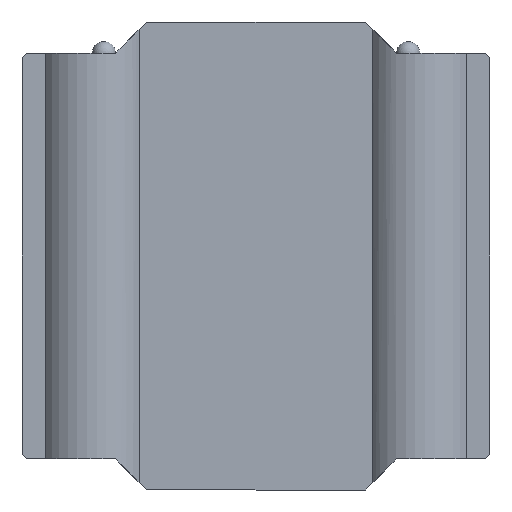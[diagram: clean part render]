
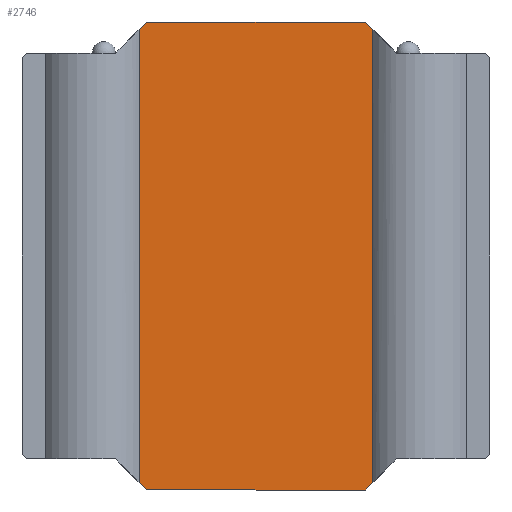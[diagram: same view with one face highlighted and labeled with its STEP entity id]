
A CAD part, front view. The second image highlights one B-rep face of the part: STEP entity #2746.
In plain terms, the highlighted planar face has unit normal (0, -1, 0).
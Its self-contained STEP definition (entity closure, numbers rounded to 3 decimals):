
#7 = CARTESIAN_POINT ( 'NONE',  ( 2., 0.42, 3.867 ) ) ;
#9 = ORIENTED_EDGE ( 'NONE', *, *, #2495, .F. ) ;
#197 = VERTEX_POINT ( 'NONE', #3048 ) ;
#233 = PLANE ( 'NONE',  #2056 ) ;
#258 = CARTESIAN_POINT ( 'NONE',  ( 1.867, 0.42, -4. ) ) ;
#261 = VECTOR ( 'NONE', #2229, 1000. ) ;
#368 = EDGE_CURVE ( 'NONE', #197, #2113, #2326, .T. ) ;
#395 = ORIENTED_EDGE ( 'NONE', *, *, #2156, .F. ) ;
#459 = CARTESIAN_POINT ( 'NONE',  ( -2., 0.42, -3.867 ) ) ;
#497 = LINE ( 'NONE', #755, #1854 ) ;
#516 = VECTOR ( 'NONE', #1196, 1000. ) ;
#599 = EDGE_CURVE ( 'NONE', #3670, #2265, #2907, .T. ) ;
#722 = CARTESIAN_POINT ( 'NONE',  ( 1.867, 0.42, 4. ) ) ;
#755 = CARTESIAN_POINT ( 'NONE',  ( -2., 0.42, 0. ) ) ;
#773 = ORIENTED_EDGE ( 'NONE', *, *, #368, .T. ) ;
#778 = CARTESIAN_POINT ( 'NONE',  ( 1.867, 0.42, 4. ) ) ;
#872 = LINE ( 'NONE', #1740, #2538 ) ;
#879 = ORIENTED_EDGE ( 'NONE', *, *, #2698, .F. ) ;
#1093 = DIRECTION ( 'NONE',  ( -1., 0., 0. ) ) ;
#1166 = VECTOR ( 'NONE', #1093, 1000. ) ;
#1196 = DIRECTION ( 'NONE',  ( 0., 0., 1. ) ) ;
#1223 = VERTEX_POINT ( 'NONE', #2749 ) ;
#1330 = DIRECTION ( 'NONE',  ( 0.707, 0., -0.707 ) ) ;
#1346 = CARTESIAN_POINT ( 'NONE',  ( 0., 0.42, 0. ) ) ;
#1408 = DIRECTION ( 'NONE',  ( -0.707, 0., -0.707 ) ) ;
#1589 = EDGE_LOOP ( 'NONE', ( #395, #2737, #3091, #879, #9, #773, #2513, #3156 ) ) ;
#1702 = CARTESIAN_POINT ( 'NONE',  ( -1.867, 0.42, 4. ) ) ;
#1722 = LINE ( 'NONE', #3158, #3081 ) ;
#1740 = CARTESIAN_POINT ( 'NONE',  ( 2.4, 0.42, -3.467 ) ) ;
#1757 = EDGE_CURVE ( 'NONE', #1223, #2711, #497, .T. ) ;
#1770 = EDGE_CURVE ( 'NONE', #1807, #2711, #3027, .T. ) ;
#1807 = VERTEX_POINT ( 'NONE', #3709 ) ;
#1854 = VECTOR ( 'NONE', #3045, 1000. ) ;
#1959 = CARTESIAN_POINT ( 'NONE',  ( 2., 0.42, 0. ) ) ;
#2032 = DIRECTION ( 'NONE',  ( 0.707, 0., 0.707 ) ) ;
#2033 = EDGE_CURVE ( 'NONE', #2265, #2113, #3088, .T. ) ;
#2056 = AXIS2_PLACEMENT_3D ( 'NONE', #1346, #2488, #3628 ) ;
#2113 = VERTEX_POINT ( 'NONE', #7 ) ;
#2156 = EDGE_CURVE ( 'NONE', #1223, #3670, #1722, .T. ) ;
#2190 = LINE ( 'NONE', #258, #1166 ) ;
#2229 = DIRECTION ( 'NONE',  ( -0.707, 0., 0.707 ) ) ;
#2230 = FACE_OUTER_BOUND ( 'NONE', #1589, .T. ) ;
#2265 = VERTEX_POINT ( 'NONE', #722 ) ;
#2326 = LINE ( 'NONE', #1959, #516 ) ;
#2442 = CARTESIAN_POINT ( 'NONE',  ( -1.867, 0.42, -4. ) ) ;
#2488 = DIRECTION ( 'NONE',  ( 0., 1., 0. ) ) ;
#2495 = EDGE_CURVE ( 'NONE', #197, #3034, #872, .T. ) ;
#2513 = ORIENTED_EDGE ( 'NONE', *, *, #2033, .F. ) ;
#2538 = VECTOR ( 'NONE', #1408, 1000. ) ;
#2617 = CARTESIAN_POINT ( 'NONE',  ( 1.867, 0.42, -4. ) ) ;
#2698 = EDGE_CURVE ( 'NONE', #3034, #1807, #2190, .T. ) ;
#2711 = VERTEX_POINT ( 'NONE', #459 ) ;
#2737 = ORIENTED_EDGE ( 'NONE', *, *, #1757, .T. ) ;
#2746 = ADVANCED_FACE ( 'NONE', ( #2230 ), #233, .F. ) ;
#2749 = CARTESIAN_POINT ( 'NONE',  ( -2., 0.42, 3.867 ) ) ;
#2907 = LINE ( 'NONE', #3148, #3612 ) ;
#3027 = LINE ( 'NONE', #2442, #261 ) ;
#3034 = VERTEX_POINT ( 'NONE', #2617 ) ;
#3045 = DIRECTION ( 'NONE',  ( 0., 0., -1. ) ) ;
#3048 = CARTESIAN_POINT ( 'NONE',  ( 2., 0.42, -3.867 ) ) ;
#3081 = VECTOR ( 'NONE', #2032, 1000. ) ;
#3088 = LINE ( 'NONE', #778, #3125 ) ;
#3091 = ORIENTED_EDGE ( 'NONE', *, *, #1770, .F. ) ;
#3125 = VECTOR ( 'NONE', #1330, 1000. ) ;
#3148 = CARTESIAN_POINT ( 'NONE',  ( -1.867, 0.42, 4. ) ) ;
#3156 = ORIENTED_EDGE ( 'NONE', *, *, #599, .F. ) ;
#3158 = CARTESIAN_POINT ( 'NONE',  ( -2.4, 0.42, 3.467 ) ) ;
#3612 = VECTOR ( 'NONE', #3706, 1000. ) ;
#3628 = DIRECTION ( 'NONE',  ( 0., 0., 1. ) ) ;
#3670 = VERTEX_POINT ( 'NONE', #1702 ) ;
#3706 = DIRECTION ( 'NONE',  ( 1., 0., 0. ) ) ;
#3709 = CARTESIAN_POINT ( 'NONE',  ( -1.867, 0.42, -4. ) ) ;
